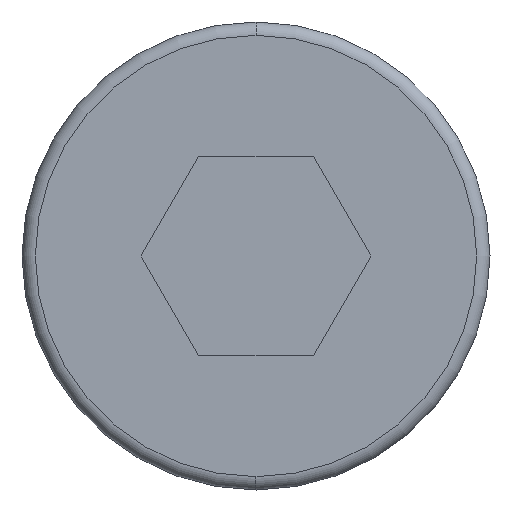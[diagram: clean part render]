
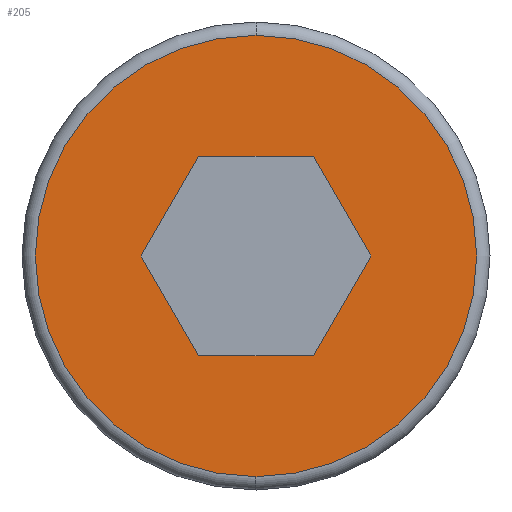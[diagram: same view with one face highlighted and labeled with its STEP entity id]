
A CAD part, left-side view. The second image highlights one B-rep face of the part: STEP entity #205.
In plain terms, the highlighted planar face has unit normal (-1, 0, 0).
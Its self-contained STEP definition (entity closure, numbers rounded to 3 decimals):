
#6 = DIRECTION ( 'NONE',  ( -1., 0., 0. ) ) ;
#11 = ORIENTED_EDGE ( 'NONE', *, *, #522, .F. ) ;
#16 = VECTOR ( 'NONE', #285, 1000. ) ;
#52 = AXIS2_PLACEMENT_3D ( 'NONE', #423, #469, #234 ) ;
#54 = LINE ( 'NONE', #148, #501 ) ;
#55 = ORIENTED_EDGE ( 'NONE', *, *, #58, .T. ) ;
#58 = EDGE_CURVE ( 'NONE', #322, #432, #306, .T. ) ;
#63 = EDGE_LOOP ( 'NONE', ( #55, #479 ) ) ;
#64 = CARTESIAN_POINT ( 'NONE',  ( 0., 0., 0. ) ) ;
#86 = EDGE_CURVE ( 'NONE', #400, #456, #297, .T. ) ;
#89 = LINE ( 'NONE', #436, #207 ) ;
#94 = EDGE_CURVE ( 'NONE', #143, #386, #54, .T. ) ;
#97 = DIRECTION ( 'NONE',  ( 0., 0., 1. ) ) ;
#100 = VERTEX_POINT ( 'NONE', #153 ) ;
#105 = FACE_BOUND ( 'NONE', #595, .T. ) ;
#108 = CIRCLE ( 'NONE', #52, 3.3 ) ;
#143 = VERTEX_POINT ( 'NONE', #299 ) ;
#148 = CARTESIAN_POINT ( 'NONE',  ( 0., -1.72, 0. ) ) ;
#153 = CARTESIAN_POINT ( 'NONE',  ( 0., 0.86, 1.49 ) ) ;
#161 = LINE ( 'NONE', #486, #383 ) ;
#166 = DIRECTION ( 'NONE',  ( 0., 0., 1. ) ) ;
#198 = ORIENTED_EDGE ( 'NONE', *, *, #431, .F. ) ;
#199 = CARTESIAN_POINT ( 'NONE',  ( 0., -0.86, 1.49 ) ) ;
#201 = CARTESIAN_POINT ( 'NONE',  ( 0., -0.86, -1.49 ) ) ;
#203 = DIRECTION ( 'NONE',  ( 0., -0.5, 0.866 ) ) ;
#205 = ADVANCED_FACE ( 'NONE', ( #583, #105 ), #350, .T. ) ;
#207 = VECTOR ( 'NONE', #289, 1000. ) ;
#229 = CARTESIAN_POINT ( 'NONE',  ( 0., 0., 3.3 ) ) ;
#234 = DIRECTION ( 'NONE',  ( 0., 0., 1. ) ) ;
#241 = CARTESIAN_POINT ( 'NONE',  ( 0., -0.86, 1.49 ) ) ;
#242 = LINE ( 'NONE', #524, #305 ) ;
#279 = LINE ( 'NONE', #241, #16 ) ;
#280 = ORIENTED_EDGE ( 'NONE', *, *, #376, .F. ) ;
#285 = DIRECTION ( 'NONE',  ( 0., 1., 0. ) ) ;
#286 = DIRECTION ( 'NONE',  ( 0., -0.5, -0.866 ) ) ;
#289 = DIRECTION ( 'NONE',  ( 0., -1., 0. ) ) ;
#291 = CARTESIAN_POINT ( 'NONE',  ( 0., 1.72, 0. ) ) ;
#297 = LINE ( 'NONE', #433, #391 ) ;
#299 = CARTESIAN_POINT ( 'NONE',  ( 0., -1.72, 0. ) ) ;
#305 = VECTOR ( 'NONE', #343, 1000. ) ;
#306 = CIRCLE ( 'NONE', #485, 3.3 ) ;
#309 = EDGE_CURVE ( 'NONE', #432, #322, #108, .T. ) ;
#322 = VERTEX_POINT ( 'NONE', #229 ) ;
#343 = DIRECTION ( 'NONE',  ( 0., 0.5, -0.866 ) ) ;
#350 = PLANE ( 'NONE',  #478 ) ;
#362 = ORIENTED_EDGE ( 'NONE', *, *, #529, .F. ) ;
#372 = DIRECTION ( 'NONE',  ( 0., 0.5, 0.866 ) ) ;
#376 = EDGE_CURVE ( 'NONE', #386, #100, #279, .T. ) ;
#378 = VERTEX_POINT ( 'NONE', #201 ) ;
#383 = VECTOR ( 'NONE', #203, 1000. ) ;
#386 = VERTEX_POINT ( 'NONE', #199 ) ;
#391 = VECTOR ( 'NONE', #286, 1000. ) ;
#400 = VERTEX_POINT ( 'NONE', #291 ) ;
#422 = ORIENTED_EDGE ( 'NONE', *, *, #94, .F. ) ;
#423 = CARTESIAN_POINT ( 'NONE',  ( 0., 0., 0. ) ) ;
#431 = EDGE_CURVE ( 'NONE', #456, #378, #89, .T. ) ;
#432 = VERTEX_POINT ( 'NONE', #561 ) ;
#433 = CARTESIAN_POINT ( 'NONE',  ( 0., 1.72, 0. ) ) ;
#436 = CARTESIAN_POINT ( 'NONE',  ( 0., 0.86, -1.49 ) ) ;
#456 = VERTEX_POINT ( 'NONE', #567 ) ;
#464 = ORIENTED_EDGE ( 'NONE', *, *, #86, .F. ) ;
#469 = DIRECTION ( 'NONE',  ( -1., 0., 0. ) ) ;
#478 = AXIS2_PLACEMENT_3D ( 'NONE', #64, #6, #166 ) ;
#479 = ORIENTED_EDGE ( 'NONE', *, *, #309, .T. ) ;
#485 = AXIS2_PLACEMENT_3D ( 'NONE', #558, #598, #97 ) ;
#486 = CARTESIAN_POINT ( 'NONE',  ( 0., -0.86, -1.49 ) ) ;
#501 = VECTOR ( 'NONE', #372, 1000. ) ;
#522 = EDGE_CURVE ( 'NONE', #378, #143, #161, .T. ) ;
#524 = CARTESIAN_POINT ( 'NONE',  ( 0., 0.86, 1.49 ) ) ;
#529 = EDGE_CURVE ( 'NONE', #100, #400, #242, .T. ) ;
#558 = CARTESIAN_POINT ( 'NONE',  ( 0., 0., 0. ) ) ;
#561 = CARTESIAN_POINT ( 'NONE',  ( 0., 0., -3.3 ) ) ;
#567 = CARTESIAN_POINT ( 'NONE',  ( 0., 0.86, -1.49 ) ) ;
#583 = FACE_OUTER_BOUND ( 'NONE', #63, .T. ) ;
#595 = EDGE_LOOP ( 'NONE', ( #422, #11, #198, #464, #362, #280 ) ) ;
#598 = DIRECTION ( 'NONE',  ( -1., 0., 0. ) ) ;
